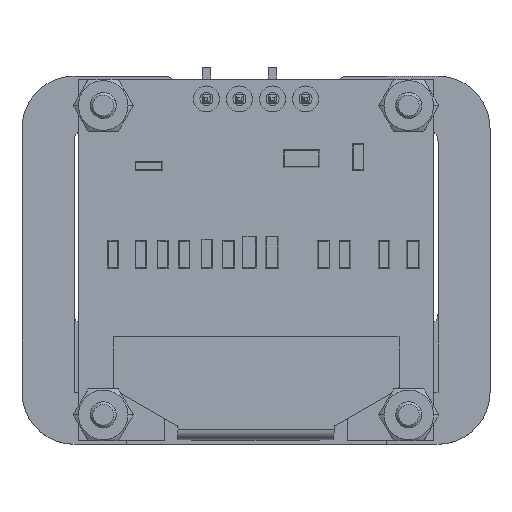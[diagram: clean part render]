
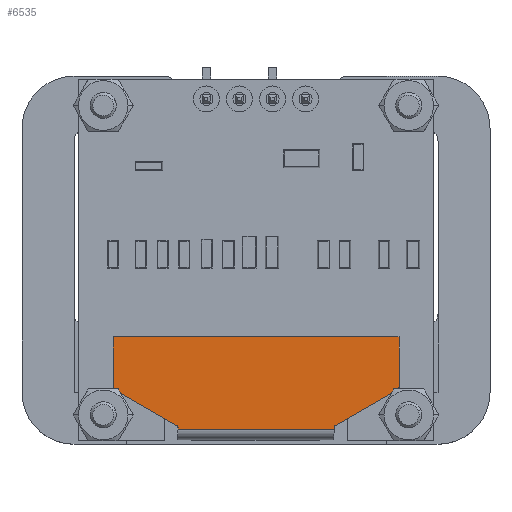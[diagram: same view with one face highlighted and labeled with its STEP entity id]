
A CAD part, top view. The second image highlights one B-rep face of the part: STEP entity #6535.
In plain terms, the highlighted face is planar.
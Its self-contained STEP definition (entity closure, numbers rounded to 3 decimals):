
#234 = EDGE_CURVE ( 'NONE', #854, #11900, #10008, .T. ) ;
#283 = CARTESIAN_POINT ( 'NONE',  ( 13.057, -0.05, 22.613 ) ) ;
#401 = VECTOR ( 'NONE', #10516, 1000. ) ;
#630 = CARTESIAN_POINT ( 'NONE',  ( 0., -0.05, 0. ) ) ;
#731 = PLANE ( 'NONE',  #12828 ) ;
#854 = VERTEX_POINT ( 'NONE', #9010 ) ;
#1173 = DIRECTION ( 'NONE',  ( 0., 0., 1. ) ) ;
#1270 = ORIENTED_EDGE ( 'NONE', *, *, #3003, .F. ) ;
#1393 = LINE ( 'NONE', #6881, #6515 ) ;
#1442 = VERTEX_POINT ( 'NONE', #4843 ) ;
#1441 = LINE ( 'NONE', #13513, #3392 ) ;
#1598 = DIRECTION ( 'NONE',  ( 0., 0., 1. ) ) ;
#1902 = VERTEX_POINT ( 'NONE', #12153 ) ;
#1913 = DIRECTION ( 'NONE',  ( 0., 1., 0. ) ) ;
#1954 = CARTESIAN_POINT ( 'NONE',  ( -6.2, -0.05, 26.802 ) ) ;
#2011 = CARTESIAN_POINT ( 'NONE',  ( 10.8, -0.05, 23.685 ) ) ;
#2115 = ORIENTED_EDGE ( 'NONE', *, *, #7166, .T. ) ;
#2263 = CARTESIAN_POINT ( 'NONE',  ( 11., -0.05, 0. ) ) ;
#2297 = VECTOR ( 'NONE', #9256, 1000. ) ;
#2365 = AXIS2_PLACEMENT_3D ( 'NONE', #2011, #1913, #10841 ) ;
#2393 = CARTESIAN_POINT ( 'NONE',  ( -11., -0.05, 19.8 ) ) ;
#2395 = LINE ( 'NONE', #8399, #12695 ) ;
#2447 = EDGE_CURVE ( 'NONE', #10185, #6338, #7305, .T. ) ;
#2540 = VERTEX_POINT ( 'NONE', #2393 ) ;
#2929 = AXIS2_PLACEMENT_3D ( 'NONE', #3668, #3712, #10459 ) ;
#3003 = EDGE_CURVE ( 'NONE', #12138, #2540, #1393, .T. ) ;
#3221 = VERTEX_POINT ( 'NONE', #13454 ) ;
#3392 = VECTOR ( 'NONE', #6842, 1000. ) ;
#3438 = FACE_OUTER_BOUND ( 'NONE', #8514, .T. ) ;
#3513 = VERTEX_POINT ( 'NONE', #5196 ) ;
#3668 = CARTESIAN_POINT ( 'NONE',  ( 6.2, -0.05, 26.802 ) ) ;
#3712 = DIRECTION ( 'NONE',  ( 0., -1., 0. ) ) ;
#4270 = EDGE_CURVE ( 'NONE', #3513, #3221, #11484, .T. ) ;
#4755 = EDGE_CURVE ( 'NONE', #2540, #3221, #2395, .T. ) ;
#4843 = CARTESIAN_POINT ( 'NONE',  ( -6., -0.05, 26.802 ) ) ;
#4918 = CARTESIAN_POINT ( 'NONE',  ( -6., -0.05, 26.907 ) ) ;
#5196 = CARTESIAN_POINT ( 'NONE',  ( -10.9, -0.05, 23.858 ) ) ;
#5263 = DIRECTION ( 'NONE',  ( 0., 0., -1. ) ) ;
#5271 = AXIS2_PLACEMENT_3D ( 'NONE', #1954, #7500, #9792 ) ;
#5324 = CIRCLE ( 'NONE', #5271, 0.2 ) ;
#5435 = ORIENTED_EDGE ( 'NONE', *, *, #4270, .T. ) ;
#5438 = LINE ( 'NONE', #283, #2297 ) ;
#5515 = EDGE_CURVE ( 'NONE', #3513, #6965, #1441, .T. ) ;
#5691 = ORIENTED_EDGE ( 'NONE', *, *, #10378, .T. ) ;
#6070 = AXIS2_PLACEMENT_3D ( 'NONE', #8619, #9704, #5263 ) ;
#6338 = VERTEX_POINT ( 'NONE', #11463 ) ;
#6515 = VECTOR ( 'NONE', #9115, 1000. ) ;
#6535 = ADVANCED_FACE ( 'NONE', ( #3438 ), #731, .T. ) ;
#6560 = LINE ( 'NONE', #8245, #401 ) ;
#6842 = DIRECTION ( 'NONE',  ( 0.866, 0., 0.5 ) ) ;
#6881 = CARTESIAN_POINT ( 'NONE',  ( 0., -0.05, 19.8 ) ) ;
#6965 = VERTEX_POINT ( 'NONE', #9218 ) ;
#7078 = CARTESIAN_POINT ( 'NONE',  ( 11., -0.05, 23.685 ) ) ;
#7166 = EDGE_CURVE ( 'NONE', #1442, #6965, #5324, .T. ) ;
#7177 = LINE ( 'NONE', #2263, #8920 ) ;
#7305 = LINE ( 'NONE', #13380, #13397 ) ;
#7449 = LINE ( 'NONE', #13512, #12675 ) ;
#7500 = DIRECTION ( 'NONE',  ( 0., 1., 0. ) ) ;
#7504 = EDGE_CURVE ( 'NONE', #10185, #1902, #13147, .T. ) ;
#7962 = ORIENTED_EDGE ( 'NONE', *, *, #234, .F. ) ;
#8185 = ORIENTED_EDGE ( 'NONE', *, *, #5515, .F. ) ;
#8245 = CARTESIAN_POINT ( 'NONE',  ( 0., -0.05, 26.907 ) ) ;
#8399 = CARTESIAN_POINT ( 'NONE',  ( -11., -0.05, 0. ) ) ;
#8514 = EDGE_LOOP ( 'NONE', ( #8185, #5435, #9295, #1270, #11639, #7962, #5691, #14265, #9302, #10323, #11683, #2115 ) ) ;
#8619 = CARTESIAN_POINT ( 'NONE',  ( -10.8, -0.05, 23.685 ) ) ;
#8863 = DIRECTION ( 'NONE',  ( 0., 0., 1. ) ) ;
#8920 = VECTOR ( 'NONE', #8863, 1000. ) ;
#9010 = CARTESIAN_POINT ( 'NONE',  ( 10.9, -0.05, 23.858 ) ) ;
#9073 = CARTESIAN_POINT ( 'NONE',  ( 6., -0.05, 26.802 ) ) ;
#9115 = DIRECTION ( 'NONE',  ( -1., 0., 0. ) ) ;
#9218 = CARTESIAN_POINT ( 'NONE',  ( -6.1, -0.05, 26.629 ) ) ;
#9256 = DIRECTION ( 'NONE',  ( -0.866, 0., 0.5 ) ) ;
#9295 = ORIENTED_EDGE ( 'NONE', *, *, #4755, .F. ) ;
#9302 = ORIENTED_EDGE ( 'NONE', *, *, #2447, .T. ) ;
#9704 = DIRECTION ( 'NONE',  ( 0., -1., 0. ) ) ;
#9748 = CARTESIAN_POINT ( 'NONE',  ( 11., -0.05, 19.8 ) ) ;
#9792 = DIRECTION ( 'NONE',  ( 0., 0., -1. ) ) ;
#10008 = CIRCLE ( 'NONE', #2365, 0.2 ) ;
#10185 = VERTEX_POINT ( 'NONE', #9073 ) ;
#10323 = ORIENTED_EDGE ( 'NONE', *, *, #12441, .T. ) ;
#10366 = VERTEX_POINT ( 'NONE', #4918 ) ;
#10378 = EDGE_CURVE ( 'NONE', #854, #1902, #5438, .T. ) ;
#10459 = DIRECTION ( 'NONE',  ( 0., 0., -1. ) ) ;
#10516 = DIRECTION ( 'NONE',  ( -1., 0., 0. ) ) ;
#10653 = EDGE_CURVE ( 'NONE', #12138, #11900, #7177, .T. ) ;
#10841 = DIRECTION ( 'NONE',  ( 0., 0., -1. ) ) ;
#10860 = DIRECTION ( 'NONE',  ( 0., -1., 0. ) ) ;
#11463 = CARTESIAN_POINT ( 'NONE',  ( 6., -0.05, 26.907 ) ) ;
#11484 = CIRCLE ( 'NONE', #6070, 0.2 ) ;
#11639 = ORIENTED_EDGE ( 'NONE', *, *, #10653, .T. ) ;
#11683 = ORIENTED_EDGE ( 'NONE', *, *, #11818, .F. ) ;
#11818 = EDGE_CURVE ( 'NONE', #1442, #10366, #7449, .T. ) ;
#11900 = VERTEX_POINT ( 'NONE', #7078 ) ;
#12138 = VERTEX_POINT ( 'NONE', #9748 ) ;
#12153 = CARTESIAN_POINT ( 'NONE',  ( 6.1, -0.05, 26.629 ) ) ;
#12441 = EDGE_CURVE ( 'NONE', #6338, #10366, #6560, .T. ) ;
#12675 = VECTOR ( 'NONE', #1173, 1000. ) ;
#12695 = VECTOR ( 'NONE', #1598, 1000. ) ;
#12828 = AXIS2_PLACEMENT_3D ( 'NONE', #630, #10860, #14245 ) ;
#13147 = CIRCLE ( 'NONE', #2929, 0.2 ) ;
#13380 = CARTESIAN_POINT ( 'NONE',  ( 6., -0.05, 0. ) ) ;
#13397 = VECTOR ( 'NONE', #14501, 1000. ) ;
#13454 = CARTESIAN_POINT ( 'NONE',  ( -11., -0.05, 23.685 ) ) ;
#13512 = CARTESIAN_POINT ( 'NONE',  ( -6., -0.05, 0. ) ) ;
#13513 = CARTESIAN_POINT ( 'NONE',  ( -13.057, -0.05, 22.613 ) ) ;
#14245 = DIRECTION ( 'NONE',  ( 0., 0., -1. ) ) ;
#14265 = ORIENTED_EDGE ( 'NONE', *, *, #7504, .F. ) ;
#14501 = DIRECTION ( 'NONE',  ( 0., 0., 1. ) ) ;
